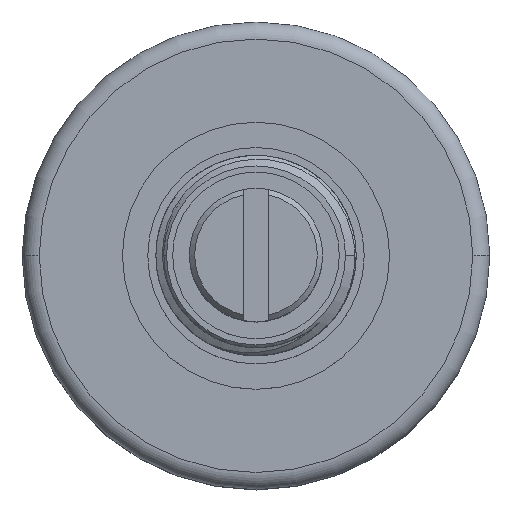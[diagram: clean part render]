
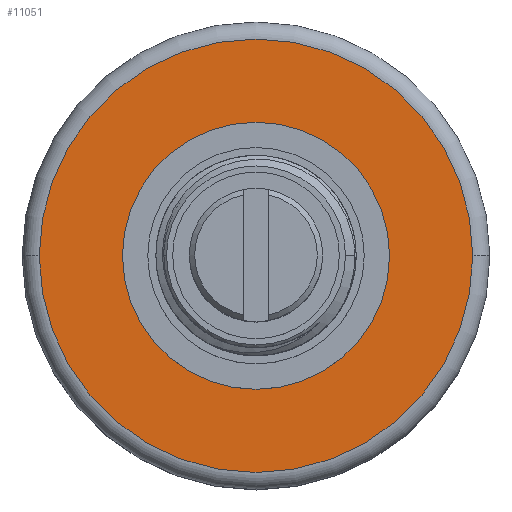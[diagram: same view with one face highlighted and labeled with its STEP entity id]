
A CAD part, top view. The second image highlights one B-rep face of the part: STEP entity #11051.
In plain terms, the highlighted planar face has unit normal (0, 0, 1).
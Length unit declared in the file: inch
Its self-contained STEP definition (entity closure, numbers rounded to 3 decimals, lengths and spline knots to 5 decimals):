
#2500=CARTESIAN_POINT('',(0.,0.,0.453));
#2501=DIRECTION('',(0.,0.,1.));
#2502=DIRECTION('',(-1.,0.,0.));
#2503=AXIS2_PLACEMENT_3D('',#2500,#2501,#2502);
#2515=CARTESIAN_POINT('',(0.,0.,0.453));
#2516=DIRECTION('',(0.,0.,-1.));
#2517=DIRECTION('',(-1.,0.,0.));
#2518=AXIS2_PLACEMENT_3D('',#2515,#2516,#2517);
#2520=CARTESIAN_POINT('',(0.,0.,0.453));
#2521=DIRECTION('',(0.,0.,-1.));
#2522=DIRECTION('',(1.,0.,0.));
#2523=AXIS2_PLACEMENT_3D('',#2520,#2521,#2522);
#2525=CARTESIAN_POINT('',(0.,0.,0.453));
#2526=DIRECTION('',(0.,0.,1.));
#2527=DIRECTION('',(1.,0.,0.));
#2528=AXIS2_PLACEMENT_3D('',#2525,#2526,#2527);
#7061=CARTESIAN_POINT('',(-0.40575,0.,0.453));
#7062=CARTESIAN_POINT('',(0.40575,0.,0.453));
#7063=VERTEX_POINT('',#7061);
#7064=VERTEX_POINT('',#7062);
#7175=CARTESIAN_POINT('',(-0.25,0.,0.453));
#7176=CARTESIAN_POINT('',(0.25,0.,0.453));
#7177=VERTEX_POINT('',#7175);
#7178=VERTEX_POINT('',#7176);
#11035=CARTESIAN_POINT('',(0.,0.,0.453));
#11036=DIRECTION('',(0.,0.,1.));
#11037=DIRECTION('',(1.,0.,0.));
#11038=AXIS2_PLACEMENT_3D('',#11035,#11036,#11037);
#11039=PLANE('',#11038);
#11040=ORIENTED_EDGE('',*,*,#11025,.F.);
#11042=ORIENTED_EDGE('',*,*,#11041,.F.);
#11043=EDGE_LOOP('',(#11040,#11042));
#11044=FACE_OUTER_BOUND('',#11043,.F.);
#11046=ORIENTED_EDGE('',*,*,#11045,.F.);
#11048=ORIENTED_EDGE('',*,*,#11047,.F.);
#11049=EDGE_LOOP('',(#11046,#11048));
#11050=FACE_BOUND('',#11049,.F.);
#2504=CIRCLE('',#2503,0.40575);
#2519=CIRCLE('',#2518,0.25);
#2524=CIRCLE('',#2523,0.25);
#2529=CIRCLE('',#2528,0.40575);
#11025=EDGE_CURVE('',#7063,#7064,#2504,.T.);
#11041=EDGE_CURVE('',#7064,#7063,#2529,.T.);
#11045=EDGE_CURVE('',#7177,#7178,#2519,.T.);
#11047=EDGE_CURVE('',#7178,#7177,#2524,.T.);
#11051=ADVANCED_FACE('',(#11044,#11050),#11039,.T.);
